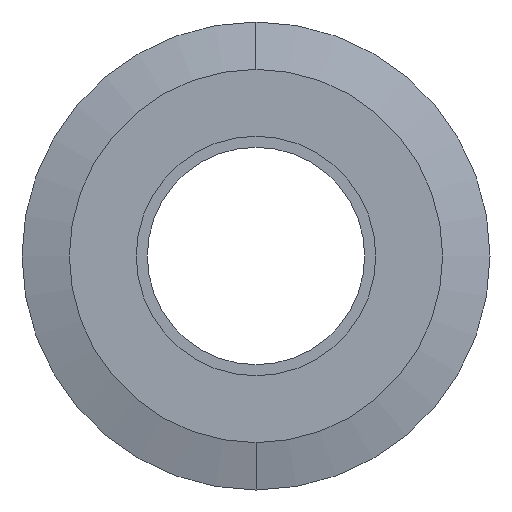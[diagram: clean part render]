
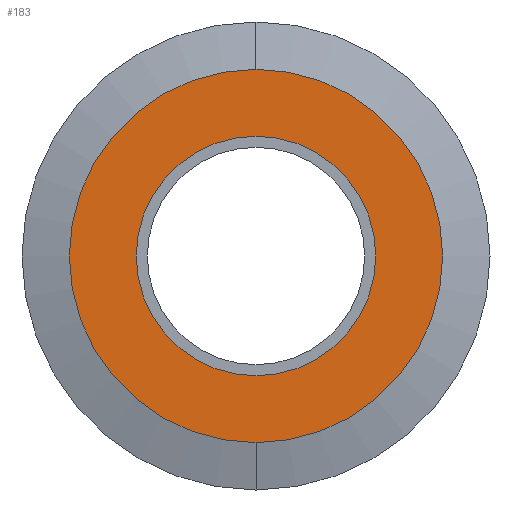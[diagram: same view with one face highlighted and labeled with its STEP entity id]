
A CAD part, left-side view. The second image highlights one B-rep face of the part: STEP entity #183.
In plain terms, the highlighted planar face has unit normal (-1, 0, 0).
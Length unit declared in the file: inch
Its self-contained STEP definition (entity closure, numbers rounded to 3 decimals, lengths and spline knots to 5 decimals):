
#7 = CARTESIAN_POINT ( 'NONE',  ( 0., 0., -1.17644 ) ) ;
#15 = DIRECTION ( 'NONE',  ( 0., 0., 1. ) ) ;
#49 = CARTESIAN_POINT ( 'NONE',  ( 0., 0., 1.17644 ) ) ;
#53 = CARTESIAN_POINT ( 'NONE',  ( 0., 0., 0. ) ) ;
#56 = AXIS2_PLACEMENT_3D ( 'NONE', #53, #328, #15 ) ;
#65 = CIRCLE ( 'NONE', #441, 0.755 ) ;
#88 = AXIS2_PLACEMENT_3D ( 'NONE', #252, #397, #167 ) ;
#95 = FACE_OUTER_BOUND ( 'NONE', #478, .T. ) ;
#113 = ORIENTED_EDGE ( 'NONE', *, *, #506, .T. ) ;
#129 = DIRECTION ( 'NONE',  ( 0., 0., 1. ) ) ;
#130 = CARTESIAN_POINT ( 'NONE',  ( 0., 0., 0.755 ) ) ;
#146 = DIRECTION ( 'NONE',  ( -1., 0., 0. ) ) ;
#163 = FACE_BOUND ( 'NONE', #203, .T. ) ;
#164 = CIRCLE ( 'NONE', #294, 1.17644 ) ;
#167 = DIRECTION ( 'NONE',  ( 0., 0., -1. ) ) ;
#183 = ADVANCED_FACE ( 'NONE', ( #163, #95 ), #452, .F. ) ;
#193 = CARTESIAN_POINT ( 'NONE',  ( 0., 0., 0. ) ) ;
#203 = EDGE_LOOP ( 'NONE', ( #416, #472 ) ) ;
#206 = VERTEX_POINT ( 'NONE', #321 ) ;
#209 = EDGE_CURVE ( 'NONE', #206, #469, #365, .T. ) ;
#210 = CARTESIAN_POINT ( 'NONE',  ( 0., 0., 0. ) ) ;
#228 = DIRECTION ( 'NONE',  ( 0., 0., 1. ) ) ;
#241 = ORIENTED_EDGE ( 'NONE', *, *, #285, .T. ) ;
#252 = CARTESIAN_POINT ( 'NONE',  ( 0., 0.755, 0. ) ) ;
#253 = DIRECTION ( 'NONE',  ( 0., 0., 1. ) ) ;
#285 = EDGE_CURVE ( 'NONE', #350, #373, #299, .T. ) ;
#294 = AXIS2_PLACEMENT_3D ( 'NONE', #450, #405, #253 ) ;
#299 = CIRCLE ( 'NONE', #431, 1.17644 ) ;
#321 = CARTESIAN_POINT ( 'NONE',  ( 0., 0., -0.755 ) ) ;
#328 = DIRECTION ( 'NONE',  ( -1., 0., 0. ) ) ;
#350 = VERTEX_POINT ( 'NONE', #49 ) ;
#358 = DIRECTION ( 'NONE',  ( -1., 0., 0. ) ) ;
#365 = CIRCLE ( 'NONE', #56, 0.755 ) ;
#373 = VERTEX_POINT ( 'NONE', #7 ) ;
#397 = DIRECTION ( 'NONE',  ( 1., 0., 0. ) ) ;
#405 = DIRECTION ( 'NONE',  ( -1., 0., 0. ) ) ;
#416 = ORIENTED_EDGE ( 'NONE', *, *, #438, .F. ) ;
#431 = AXIS2_PLACEMENT_3D ( 'NONE', #193, #146, #228 ) ;
#438 = EDGE_CURVE ( 'NONE', #469, #206, #65, .T. ) ;
#441 = AXIS2_PLACEMENT_3D ( 'NONE', #210, #358, #129 ) ;
#450 = CARTESIAN_POINT ( 'NONE',  ( 0., 0., 0. ) ) ;
#452 = PLANE ( 'NONE',  #88 ) ;
#469 = VERTEX_POINT ( 'NONE', #130 ) ;
#472 = ORIENTED_EDGE ( 'NONE', *, *, #209, .F. ) ;
#478 = EDGE_LOOP ( 'NONE', ( #113, #241 ) ) ;
#506 = EDGE_CURVE ( 'NONE', #373, #350, #164, .T. ) ;
